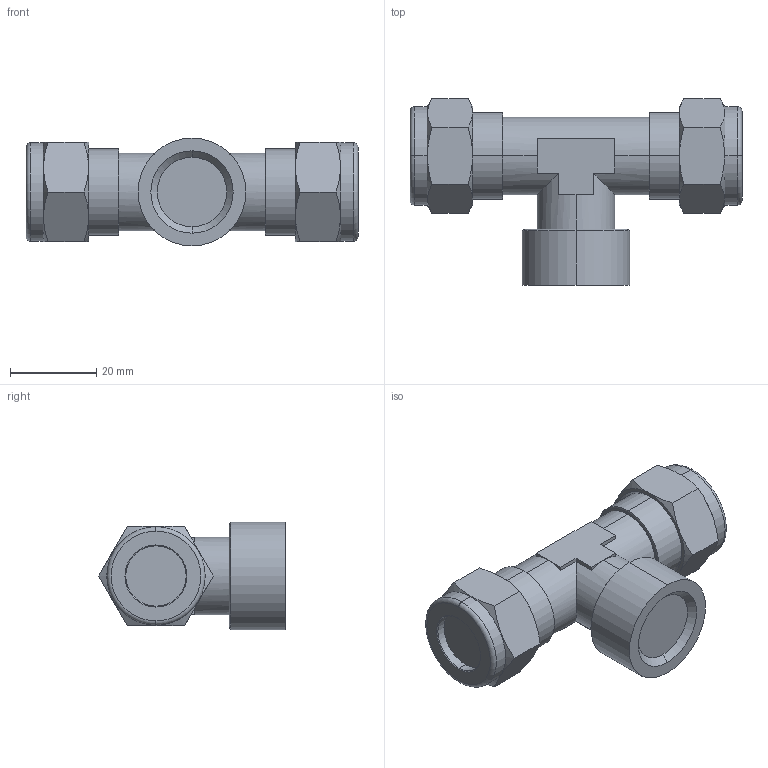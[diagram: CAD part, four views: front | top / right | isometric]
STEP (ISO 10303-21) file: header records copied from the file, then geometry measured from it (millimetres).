
FILE_DESCRIPTION (( 'STEP AP214' ), '1' );
FILE_NAME ('1024000013.step', '2013-02-25T17:13:07', ( '' ), ( '' ), 'SwSTEP 2.0', 'SolidWorks 2012', '' );
FILE_SCHEMA (( 'AUTOMOTIVE_DESIGN' ));
Length unit declared in the file: millimetre
Products named in the file (1): 1024000013
Bounding box: 77 x 43.28 x 25 mm (x, y, z)
Volume: 33575 mm3; surface area: 8762.8 mm2
Topology: 1 solids, 3 shells, 109 faces, 235 edges, 140 vertices
Faces by surface type: plane 49, cone 26, cylinder 24, torus 10
Entity records: 3195 total; most frequent: CARTESIAN_POINT 820, DIRECTION 503, ORIENTED_EDGE 470, EDGE_CURVE 235, AXIS2_PLACEMENT_3D 203, VERTEX_POINT 140, EDGE_LOOP 117, ADVANCED_FACE 109
